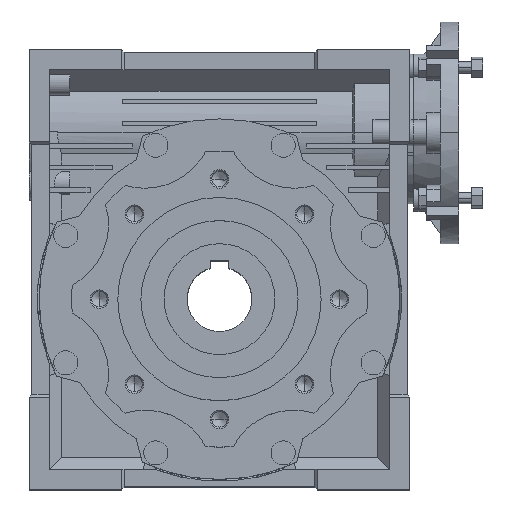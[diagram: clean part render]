
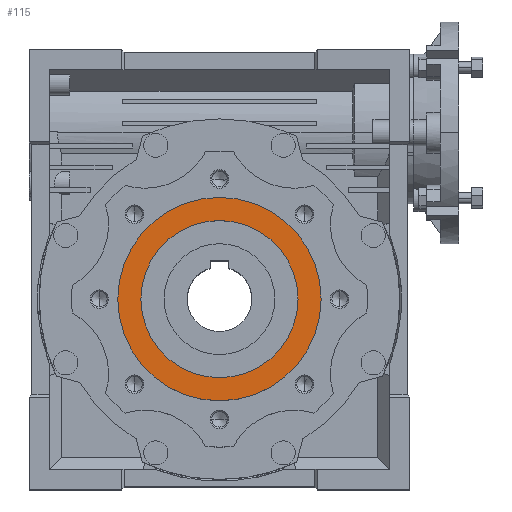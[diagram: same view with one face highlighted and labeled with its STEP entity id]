
A CAD part, top view. The second image highlights one B-rep face of the part: STEP entity #115.
In plain terms, the highlighted planar face has unit normal (0, 0, 1).
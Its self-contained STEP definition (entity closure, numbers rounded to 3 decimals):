
#115 = ADVANCED_FACE ( 'NONE', ( #3358, #16229 ), #35771, .T. ) ;
#142 = CARTESIAN_POINT ( 'NONE',  ( 0., 0., 70. ) ) ;
#1605 = EDGE_CURVE ( 'NONE', #12695, #14722, #23975, .T. ) ;
#2551 = DIRECTION ( 'NONE',  ( 0., 1., 0. ) ) ;
#2974 = DIRECTION ( 'NONE',  ( 0., 1., 0. ) ) ;
#3358 = FACE_OUTER_BOUND ( 'NONE', #28429, .T. ) ;
#4467 = AXIS2_PLACEMENT_3D ( 'NONE', #21138, #4674, #23914 ) ;
#4674 = DIRECTION ( 'NONE',  ( 0., 0., 1. ) ) ;
#4951 = AXIS2_PLACEMENT_3D ( 'NONE', #35584, #19038, #2551 ) ;
#7149 = CARTESIAN_POINT ( 'NONE',  ( 0., -42.5, 70. ) ) ;
#7761 = EDGE_CURVE ( 'NONE', #14722, #12695, #11251, .T. ) ;
#7892 = CIRCLE ( 'NONE', #4467, 55. ) ;
#11219 = ORIENTED_EDGE ( 'NONE', *, *, #16894, .T. ) ;
#11251 = CIRCLE ( 'NONE', #4951, 42.5 ) ;
#12695 = VERTEX_POINT ( 'NONE', #7149 ) ;
#14352 = DIRECTION ( 'NONE',  ( 0., 0., 1. ) ) ;
#14722 = VERTEX_POINT ( 'NONE', #33007 ) ;
#14867 = AXIS2_PLACEMENT_3D ( 'NONE', #142, #19459, #2974 ) ;
#14881 = EDGE_CURVE ( 'NONE', #33788, #18794, #15748, .T. ) ;
#15748 = CIRCLE ( 'NONE', #16791, 55. ) ;
#16229 = FACE_BOUND ( 'NONE', #19816, .T. ) ;
#16791 = AXIS2_PLACEMENT_3D ( 'NONE', #30888, #14352, #33717 ) ;
#16894 = EDGE_CURVE ( 'NONE', #18794, #33788, #7892, .T. ) ;
#18495 = CARTESIAN_POINT ( 'NONE',  ( 0., 55., 70. ) ) ;
#18794 = VERTEX_POINT ( 'NONE', #34764 ) ;
#19038 = DIRECTION ( 'NONE',  ( 0., 0., 1. ) ) ;
#19459 = DIRECTION ( 'NONE',  ( 0., 0., 1. ) ) ;
#19816 = EDGE_LOOP ( 'NONE', ( #30487, #31799 ) ) ;
#21138 = CARTESIAN_POINT ( 'NONE',  ( 0., 0., 70. ) ) ;
#23914 = DIRECTION ( 'NONE',  ( 0., 1., 0. ) ) ;
#23975 = CIRCLE ( 'NONE', #14867, 42.5 ) ;
#24145 = ORIENTED_EDGE ( 'NONE', *, *, #14881, .T. ) ;
#28429 = EDGE_LOOP ( 'NONE', ( #24145, #11219 ) ) ;
#30487 = ORIENTED_EDGE ( 'NONE', *, *, #7761, .F. ) ;
#30888 = CARTESIAN_POINT ( 'NONE',  ( 0., 0., 70. ) ) ;
#31799 = ORIENTED_EDGE ( 'NONE', *, *, #1605, .F. ) ;
#33007 = CARTESIAN_POINT ( 'NONE',  ( 0., 42.5, 70. ) ) ;
#33717 = DIRECTION ( 'NONE',  ( 0., 1., 0. ) ) ;
#33788 = VERTEX_POINT ( 'NONE', #18495 ) ;
#34524 = AXIS2_PLACEMENT_3D ( 'NONE', #35612, #35608, #35574 ) ;
#34764 = CARTESIAN_POINT ( 'NONE',  ( 0., -55., 70. ) ) ;
#35574 = DIRECTION ( 'NONE',  ( 1., 0., 0. ) ) ;
#35584 = CARTESIAN_POINT ( 'NONE',  ( 0., 0., 70. ) ) ;
#35608 = DIRECTION ( 'NONE',  ( 0., 0., 1. ) ) ;
#35612 = CARTESIAN_POINT ( 'NONE',  ( -42.5, 0., 70. ) ) ;
#35771 = PLANE ( 'NONE',  #34524 ) ;
